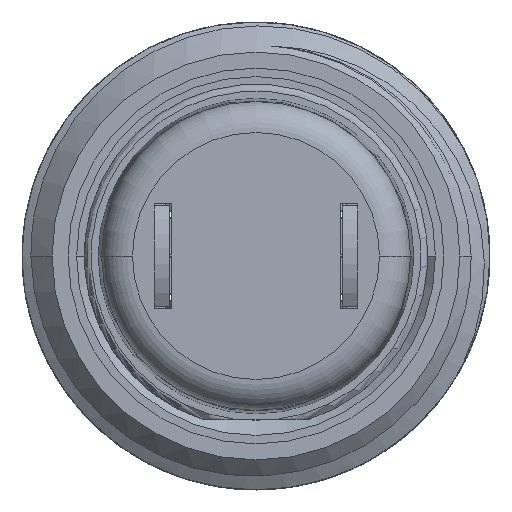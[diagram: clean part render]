
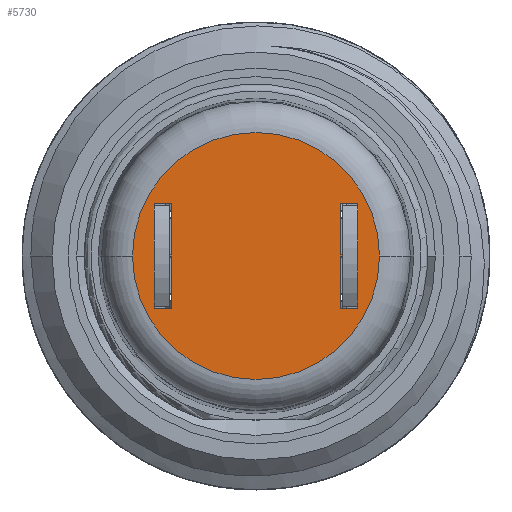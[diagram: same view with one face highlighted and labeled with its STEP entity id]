
A CAD part, front view. The second image highlights one B-rep face of the part: STEP entity #5730.
In plain terms, the highlighted planar face has unit normal (0, -1, 0).
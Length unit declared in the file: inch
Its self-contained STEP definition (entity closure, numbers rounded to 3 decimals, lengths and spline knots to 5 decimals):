
#5510=CARTESIAN_POINT('',(0.,-0.636,0.));
#5511=DIRECTION('',(0.,1.,0.));
#5512=DIRECTION('',(1.,0.,0.));
#5513=AXIS2_PLACEMENT_3D('',#5510,#5511,#5512);
#5515=CARTESIAN_POINT('',(0.,-0.636,0.));
#5516=DIRECTION('',(0.,1.,0.));
#5517=DIRECTION('',(-1.,0.,0.));
#5518=AXIS2_PLACEMENT_3D('',#5515,#5516,#5517);
#5520=DIRECTION('',(-1.,0.,0.));
#5521=VECTOR('',#5520,0.017);
#5522=CARTESIAN_POINT('',(0.1015,-0.636,0.052));
#5523=LINE('',#5522,#5521);
#5524=DIRECTION('',(0.,0.,-1.));
#5525=VECTOR('',#5524,0.104);
#5526=CARTESIAN_POINT('',(0.0845,-0.636,0.052));
#5527=LINE('',#5526,#5525);
#5528=DIRECTION('',(1.,0.,0.));
#5529=VECTOR('',#5528,0.017);
#5530=CARTESIAN_POINT('',(0.0845,-0.636,-0.052));
#5531=LINE('',#5530,#5529);
#5532=DIRECTION('',(0.,0.,1.));
#5533=VECTOR('',#5532,0.104);
#5534=CARTESIAN_POINT('',(0.1015,-0.636,-0.052));
#5535=LINE('',#5534,#5533);
#5536=DIRECTION('',(0.,0.,-1.));
#5537=VECTOR('',#5536,0.104);
#5538=CARTESIAN_POINT('',(-0.1015,-0.636,0.052));
#5539=LINE('',#5538,#5537);
#5540=DIRECTION('',(1.,0.,0.));
#5541=VECTOR('',#5540,0.017);
#5542=CARTESIAN_POINT('',(-0.1015,-0.636,-0.052));
#5543=LINE('',#5542,#5541);
#5544=DIRECTION('',(0.,0.,1.));
#5545=VECTOR('',#5544,0.104);
#5546=CARTESIAN_POINT('',(-0.0845,-0.636,-0.052));
#5547=LINE('',#5546,#5545);
#5548=DIRECTION('',(-1.,0.,0.));
#5549=VECTOR('',#5548,0.017);
#5550=CARTESIAN_POINT('',(-0.0845,-0.636,0.052));
#5551=LINE('',#5550,#5549);
#5667=CARTESIAN_POINT('',(0.1232,-0.636,0.));
#5668=CARTESIAN_POINT('',(-0.1232,-0.636,0.));
#5669=VERTEX_POINT('',#5667);
#5670=VERTEX_POINT('',#5668);
#5671=CARTESIAN_POINT('',(0.1015,-0.636,0.052));
#5672=CARTESIAN_POINT('',(0.0845,-0.636,0.052));
#5673=VERTEX_POINT('',#5671);
#5674=VERTEX_POINT('',#5672);
#5675=CARTESIAN_POINT('',(0.0845,-0.636,-0.052));
#5676=VERTEX_POINT('',#5675);
#5677=CARTESIAN_POINT('',(0.1015,-0.636,-0.052));
#5678=VERTEX_POINT('',#5677);
#5679=CARTESIAN_POINT('',(-0.1015,-0.636,0.052));
#5680=CARTESIAN_POINT('',(-0.1015,-0.636,-0.052));
#5681=VERTEX_POINT('',#5679);
#5682=VERTEX_POINT('',#5680);
#5683=CARTESIAN_POINT('',(-0.0845,-0.636,-0.052));
#5684=VERTEX_POINT('',#5683);
#5685=CARTESIAN_POINT('',(-0.0845,-0.636,0.052));
#5686=VERTEX_POINT('',#5685);
#5699=CARTESIAN_POINT('',(0.,-0.636,0.));
#5700=DIRECTION('',(0.,1.,0.));
#5701=DIRECTION('',(1.,0.,0.));
#5702=AXIS2_PLACEMENT_3D('',#5699,#5700,#5701);
#5703=PLANE('',#5702);
#5705=ORIENTED_EDGE('',*,*,#5704,.T.);
#5707=ORIENTED_EDGE('',*,*,#5706,.T.);
#5708=EDGE_LOOP('',(#5705,#5707));
#5709=FACE_OUTER_BOUND('',#5708,.F.);
#5711=ORIENTED_EDGE('',*,*,#5710,.T.);
#5713=ORIENTED_EDGE('',*,*,#5712,.T.);
#5715=ORIENTED_EDGE('',*,*,#5714,.T.);
#5717=ORIENTED_EDGE('',*,*,#5716,.T.);
#5718=EDGE_LOOP('',(#5711,#5713,#5715,#5717));
#5719=FACE_BOUND('',#5718,.F.);
#5721=ORIENTED_EDGE('',*,*,#5720,.T.);
#5723=ORIENTED_EDGE('',*,*,#5722,.T.);
#5725=ORIENTED_EDGE('',*,*,#5724,.T.);
#5727=ORIENTED_EDGE('',*,*,#5726,.T.);
#5728=EDGE_LOOP('',(#5721,#5723,#5725,#5727));
#5729=FACE_BOUND('',#5728,.F.);
#5730=ADVANCED_FACE('',(#5709,#5719,#5729),#5703,.F.);
#5514=CIRCLE('',#5513,0.1232);
#5519=CIRCLE('',#5518,0.1232);
#5704=EDGE_CURVE('',#5669,#5670,#5514,.T.);
#5706=EDGE_CURVE('',#5670,#5669,#5519,.T.);
#5710=EDGE_CURVE('',#5673,#5674,#5523,.T.);
#5712=EDGE_CURVE('',#5674,#5676,#5527,.T.);
#5714=EDGE_CURVE('',#5676,#5678,#5531,.T.);
#5716=EDGE_CURVE('',#5678,#5673,#5535,.T.);
#5720=EDGE_CURVE('',#5681,#5682,#5539,.T.);
#5722=EDGE_CURVE('',#5682,#5684,#5543,.T.);
#5724=EDGE_CURVE('',#5684,#5686,#5547,.T.);
#5726=EDGE_CURVE('',#5686,#5681,#5551,.T.);
